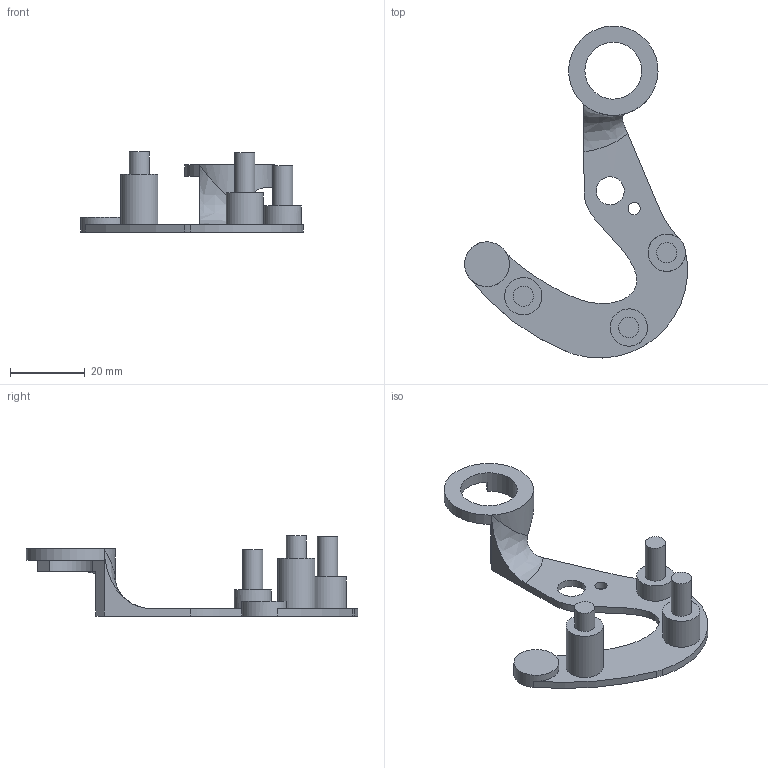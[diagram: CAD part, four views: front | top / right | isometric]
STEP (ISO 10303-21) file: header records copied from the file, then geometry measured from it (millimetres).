
FILE_DESCRIPTION(/* description */ (''),/* implementation_level */ '2;1');
FILE_NAME(/* name */ 'M5Holder.step',/* time_stamp */ '2023-10-09T12:33:09-05:00',/* author */ (''),/* organization */ (''),/* preprocessor_version */ 'ST-DEVELOPER v20',/* originating_system */ 'Autodesk Translation Framework v12.14.0.127',/* authorisation */ '');
FILE_SCHEMA (('AUTOMOTIVE_DESIGN { 1 0 10303 214 3 1 1 }'));
Length unit declared in the file: millimetre
Products named in the file (1): M5Holder
Bounding box: 59.72 x 89.02 x 21.5 mm (x, y, z)
Volume: 7809.7 mm3; surface area: 6380.8 mm2
Topology: 1 solids, 1 shells, 40 faces, 99 edges, 65 vertices
Faces by surface type: cylinder 18, plane 16, cone 3, bspline 3
Full cylindrical faces by diameter (mm): 3.25 x1, 5.45 x3, 7.5 x1, 10 x3, 12 x1, 15.25 x1
Entity records: 2936 total; most frequent: CARTESIAN_POINT 1926, DIRECTION 208, ORIENTED_EDGE 198, EDGE_CURVE 99, AXIS2_PLACEMENT_3D 84, VERTEX_POINT 65, EDGE_LOOP 50, CIRCLE 44
